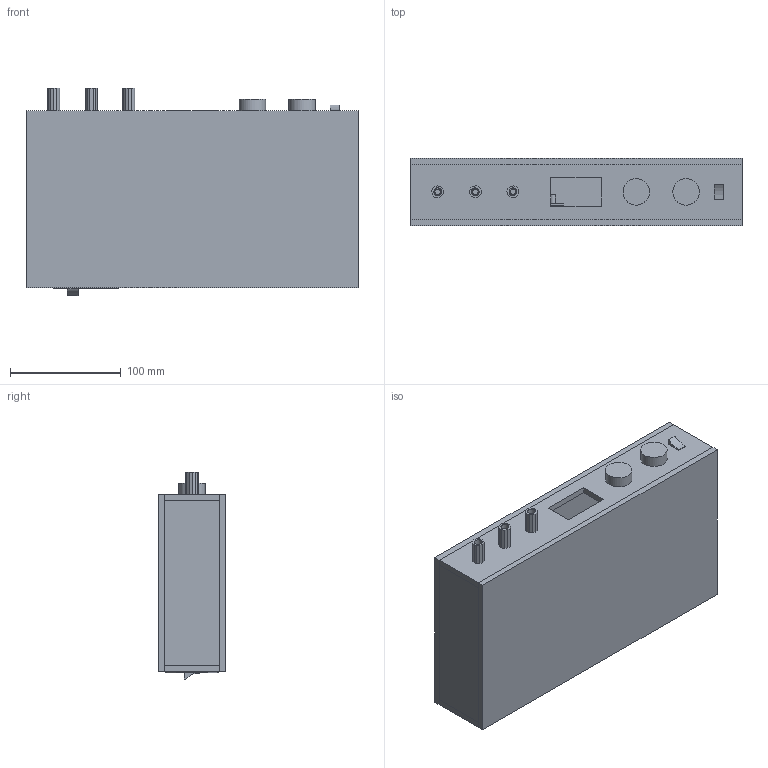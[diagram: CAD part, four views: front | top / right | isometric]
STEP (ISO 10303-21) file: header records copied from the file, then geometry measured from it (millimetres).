
FILE_DESCRIPTION(/* description */ (''),/* implementation_level */ '2;1');
FILE_NAME(/* name */ 'Lab Power Supply Enclosure v1 v8.step',/* time_stamp */ '2019-04-17T21:31:47-07:00',/* author */ ('sambadog17'),/* organization */ (''),/* preprocessor_version */ 'ST-DEVELOPER v17.2',/* originating_system */ 'Autodesk Translation Framework v7.6.0.251',/* authorisation */ '');
FILE_SCHEMA (('AUTOMOTIVE_DESIGN { 1 0 10303 214 3 1 1 }'));
Length unit declared in the file: millimetre
Products named in the file (16): Lab Power Supply Enclosure v1; Lid; MainPCB; BoxBottom; BoxRightSide; BoxFront; BoxBack; BoxLeftSide; ACDCBoard; acdc_model; Board_mainboard_model; electrolytic_cap_v1; transformer_v0; MainBoard; mainboard_model; Board_mainboard_model_1
Assembly tree (18 placements, depth 4):
  Lab Power Supply Enclosure v1
    Lid
    MainPCB
    BoxBottom
    BoxRightSide
    BoxFront
    BoxBack
    BoxLeftSide
    ACDCBoard
      acdc_model
        Board_mainboard_model
        electrolytic_cap_v1  x4
        transformer_v0
    MainBoard
      mainboard_model
        Board_mainboard_model_1
Bounding box: 300 x 61 x 187.18 mm (x, y, z)
Volume: 1096368.3 mm3; surface area: 412447.5 mm2
Topology: 37 solids, 37 shells, 427 faces, 976 edges, 640 vertices
Faces by surface type: plane 302, cylinder 101, torus 24
Full cylindrical faces by diameter (mm): 1 x8, 3 x12, 3.3 x4, 5 x5, 6 x1, 7 x3, 10 x2, 22.4 x2, 24 x2, 31 x4
Entity records: 12227 total; most frequent: DIRECTION 2053, CARTESIAN_POINT 2011, ORIENTED_EDGE 1898, EDGE_CURVE 949, LINE 725, VECTOR 725, AXIS2_PLACEMENT_3D 664, VERTEX_POINT 622
